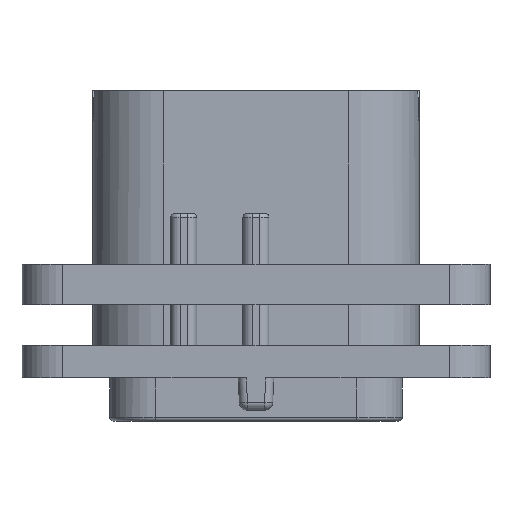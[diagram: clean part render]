
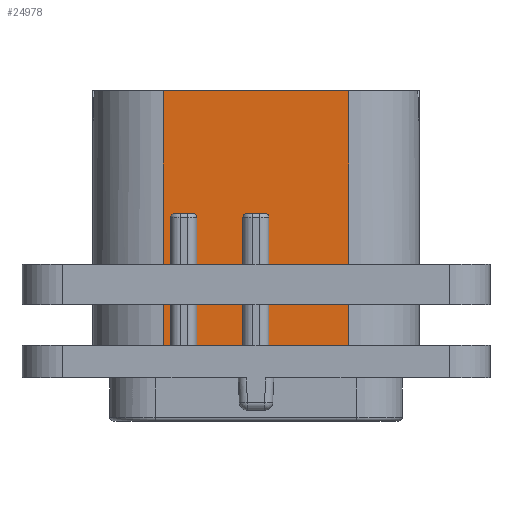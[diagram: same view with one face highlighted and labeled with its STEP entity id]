
A CAD part, front view. The second image highlights one B-rep face of the part: STEP entity #24978.
In plain terms, the highlighted planar face has unit normal (0, -1, 0).
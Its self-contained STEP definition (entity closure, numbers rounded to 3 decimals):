
#1176=DIRECTION('',(1.,0.,0.));
#1177=VECTOR('',#1176,11.4);
#1178=CARTESIAN_POINT('',(-5.7,-9.,17.67));
#1179=LINE('',#1178,#1177);
#5116=DIRECTION('',(1.,0.,0.));
#5117=VECTOR('',#5116,0.45);
#5118=CARTESIAN_POINT('',(-5.7,-9.,2.));
#5119=LINE('',#5118,#5117);
#5128=CARTESIAN_POINT('',(-5.,-9.,9.87));
#5129=DIRECTION('',(0.,1.,0.));
#5130=DIRECTION('',(-1.,0.,0.));
#5131=AXIS2_PLACEMENT_3D('',#5128,#5129,#5130);
#5160=CARTESIAN_POINT('',(-3.9,-9.,9.87));
#5161=DIRECTION('',(0.,1.,0.));
#5162=DIRECTION('',(0.,0.,1.));
#5163=AXIS2_PLACEMENT_3D('',#5160,#5161,#5162);
#5173=DIRECTION('',(0.,0.,1.));
#5174=VECTOR('',#5173,7.87);
#5175=CARTESIAN_POINT('',(0.8,-9.,2.));
#5176=LINE('',#5175,#5174);
#5177=DIRECTION('',(1.,0.,0.));
#5178=VECTOR('',#5177,1.1);
#5179=CARTESIAN_POINT('',(-0.55,-9.,10.12));
#5180=LINE('',#5179,#5178);
#5181=DIRECTION('',(0.,0.,1.));
#5182=VECTOR('',#5181,7.87);
#5183=CARTESIAN_POINT('',(-0.8,-9.,2.));
#5184=LINE('',#5183,#5182);
#5185=DIRECTION('',(0.,0.,1.));
#5186=VECTOR('',#5185,7.87);
#5187=CARTESIAN_POINT('',(-3.65,-9.,2.));
#5188=LINE('',#5187,#5186);
#5189=DIRECTION('',(1.,0.,0.));
#5190=VECTOR('',#5189,1.1);
#5191=CARTESIAN_POINT('',(-5.,-9.,10.12));
#5192=LINE('',#5191,#5190);
#5193=DIRECTION('',(0.,0.,1.));
#5194=VECTOR('',#5193,7.87);
#5195=CARTESIAN_POINT('',(-5.25,-9.,2.));
#5196=LINE('',#5195,#5194);
#5197=DIRECTION('',(0.,0.,-1.));
#5198=VECTOR('',#5197,15.67);
#5199=CARTESIAN_POINT('',(-5.7,-9.,17.67));
#5200=LINE('',#5199,#5198);
#5201=DIRECTION('',(0.,0.,-1.));
#5202=VECTOR('',#5201,15.67);
#5203=CARTESIAN_POINT('',(5.7,-9.,17.67));
#5204=LINE('',#5203,#5202);
#5218=CARTESIAN_POINT('',(0.55,-9.,9.87));
#5219=DIRECTION('',(0.,1.,0.));
#5220=DIRECTION('',(0.,0.,1.));
#5221=AXIS2_PLACEMENT_3D('',#5218,#5219,#5220);
#5260=CARTESIAN_POINT('',(-0.55,-9.,9.87));
#5261=DIRECTION('',(0.,1.,0.));
#5262=DIRECTION('',(-1.,0.,0.));
#5263=AXIS2_PLACEMENT_3D('',#5260,#5261,#5262);
#5351=DIRECTION('',(1.,0.,0.));
#5352=VECTOR('',#5351,4.9);
#5353=CARTESIAN_POINT('',(0.8,-9.,2.));
#5354=LINE('',#5353,#5352);
#8453=DIRECTION('',(1.,0.,0.));
#8454=VECTOR('',#8453,2.85);
#8455=CARTESIAN_POINT('',(-3.65,-9.,2.));
#8456=LINE('',#8455,#8454);
#15392=CARTESIAN_POINT('',(-5.7,-9.,17.67));
#15393=CARTESIAN_POINT('',(-5.7,-9.,2.));
#15394=VERTEX_POINT('',#15392);
#15395=VERTEX_POINT('',#15393);
#15396=CARTESIAN_POINT('',(5.7,-9.,17.67));
#15397=CARTESIAN_POINT('',(5.7,-9.,2.));
#15398=VERTEX_POINT('',#15396);
#15399=VERTEX_POINT('',#15397);
#15554=CARTESIAN_POINT('',(-5.25,-9.,2.));
#15555=VERTEX_POINT('',#15554);
#15556=CARTESIAN_POINT('',(-3.65,-9.,2.));
#15557=CARTESIAN_POINT('',(-0.8,-9.,2.));
#15558=VERTEX_POINT('',#15556);
#15559=VERTEX_POINT('',#15557);
#15560=CARTESIAN_POINT('',(0.8,-9.,2.));
#15561=VERTEX_POINT('',#15560);
#18029=CARTESIAN_POINT('',(-3.65,-9.,9.87));
#18031=VERTEX_POINT('',#18029);
#18033=CARTESIAN_POINT('',(-3.9,-9.,10.12));
#18035=VERTEX_POINT('',#18033);
#18056=CARTESIAN_POINT('',(-5.,-9.,10.12));
#18057=VERTEX_POINT('',#18056);
#18058=CARTESIAN_POINT('',(-5.25,-9.,9.87));
#18059=VERTEX_POINT('',#18058);
#18061=CARTESIAN_POINT('',(0.8,-9.,9.87));
#18063=VERTEX_POINT('',#18061);
#18065=CARTESIAN_POINT('',(0.55,-9.,10.12));
#18067=VERTEX_POINT('',#18065);
#18068=CARTESIAN_POINT('',(-0.55,-9.,10.12));
#18070=VERTEX_POINT('',#18068);
#18072=CARTESIAN_POINT('',(-0.8,-9.,9.87));
#18074=VERTEX_POINT('',#18072);
#24948=CARTESIAN_POINT('',(-10.05,-9.,2.));
#24949=DIRECTION('',(0.,-1.,0.));
#24950=DIRECTION('',(1.,0.,0.));
#24951=AXIS2_PLACEMENT_3D('',#24948,#24949,#24950);
#24952=PLANE('',#24951);
#24954=ORIENTED_EDGE('',*,*,#24953,.T.);
#24956=ORIENTED_EDGE('',*,*,#24955,.F.);
#24958=ORIENTED_EDGE('',*,*,#24957,.F.);
#24960=ORIENTED_EDGE('',*,*,#24959,.F.);
#24962=ORIENTED_EDGE('',*,*,#24961,.F.);
#24964=ORIENTED_EDGE('',*,*,#24963,.F.);
#24965=ORIENTED_EDGE('',*,*,#24939,.T.);
#24966=ORIENTED_EDGE('',*,*,#24928,.F.);
#24967=ORIENTED_EDGE('',*,*,#24913,.F.);
#24968=ORIENTED_EDGE('',*,*,#24894,.F.);
#24969=ORIENTED_EDGE('',*,*,#24879,.F.);
#24970=ORIENTED_EDGE('',*,*,#24864,.F.);
#24971=ORIENTED_EDGE('',*,*,#19303,.F.);
#24972=ORIENTED_EDGE('',*,*,#19488,.T.);
#24973=ORIENTED_EDGE('',*,*,#19746,.T.);
#24975=ORIENTED_EDGE('',*,*,#24974,.F.);
#24976=EDGE_LOOP('',(#24954,#24956,#24958,#24960,#24962,#24964,#24965,#24966,
#24967,#24968,#24969,#24970,#24971,#24972,#24973,#24975));
#24977=FACE_OUTER_BOUND('',#24976,.F.);
#24978=ADVANCED_FACE('',(#24977),#24952,.T.);
#5132=CIRCLE('',#5131,0.25);
#5164=CIRCLE('',#5163,0.25);
#5222=CIRCLE('',#5221,0.25);
#5264=CIRCLE('',#5263,0.25);
#19303=EDGE_CURVE('',#15394,#15395,#5200,.T.);
#19488=EDGE_CURVE('',#15394,#15398,#1179,.T.);
#19746=EDGE_CURVE('',#15398,#15399,#5204,.T.);
#24864=EDGE_CURVE('',#15395,#15555,#5119,.T.);
#24879=EDGE_CURVE('',#15555,#18059,#5196,.T.);
#24894=EDGE_CURVE('',#18059,#18057,#5132,.T.);
#24913=EDGE_CURVE('',#18057,#18035,#5192,.T.);
#24928=EDGE_CURVE('',#18035,#18031,#5164,.T.);
#24939=EDGE_CURVE('',#15558,#18031,#5188,.T.);
#24953=EDGE_CURVE('',#15561,#18063,#5176,.T.);
#24955=EDGE_CURVE('',#18067,#18063,#5222,.T.);
#24957=EDGE_CURVE('',#18070,#18067,#5180,.T.);
#24959=EDGE_CURVE('',#18074,#18070,#5264,.T.);
#24961=EDGE_CURVE('',#15559,#18074,#5184,.T.);
#24963=EDGE_CURVE('',#15558,#15559,#8456,.T.);
#24974=EDGE_CURVE('',#15561,#15399,#5354,.T.);
